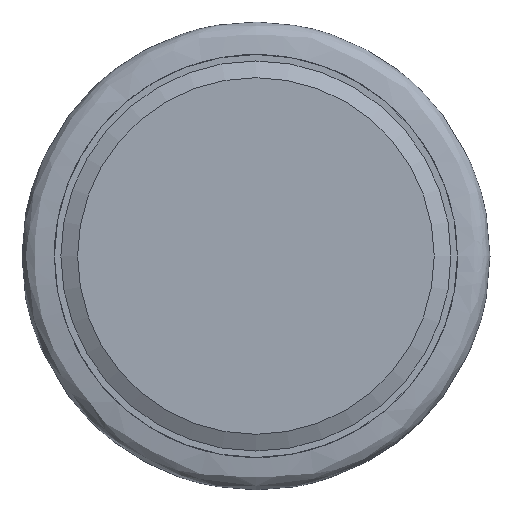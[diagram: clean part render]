
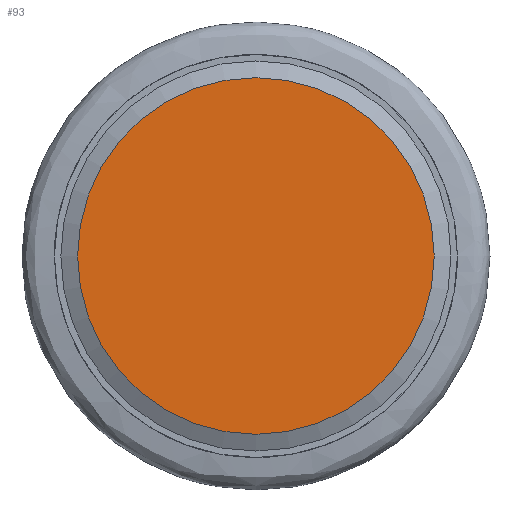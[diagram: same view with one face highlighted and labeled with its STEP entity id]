
A CAD part, front view. The second image highlights one B-rep face of the part: STEP entity #93.
In plain terms, the highlighted face is planar.
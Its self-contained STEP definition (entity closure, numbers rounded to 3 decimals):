
#26 = CARTESIAN_POINT ( 'NONE',  ( 0., -95., 0. ) ) ;
#50 = DIRECTION ( 'NONE',  ( 0., 0., -1. ) ) ;
#93 = ADVANCED_FACE ( 'NONE', ( #141 ), #121, .F. ) ;
#98 = CARTESIAN_POINT ( 'NONE',  ( 0., 0., 0. ) ) ;
#108 = AXIS2_PLACEMENT_3D ( 'NONE', #98, #219, #218 ) ;
#119 = EDGE_CURVE ( 'NONE', #199, #199, #317, .T. ) ;
#121 = PLANE ( 'NONE',  #108 ) ;
#141 = FACE_OUTER_BOUND ( 'NONE', #299, .T. ) ;
#199 = VERTEX_POINT ( 'NONE', #26 ) ;
#211 = AXIS2_PLACEMENT_3D ( 'NONE', #269, #50, #242 ) ;
#218 = DIRECTION ( 'NONE',  ( 0., -1., 0. ) ) ;
#219 = DIRECTION ( 'NONE',  ( 0., 0., -1. ) ) ;
#242 = DIRECTION ( 'NONE',  ( 0., -1., 0. ) ) ;
#269 = CARTESIAN_POINT ( 'NONE',  ( 0., 0., 0. ) ) ;
#299 = EDGE_LOOP ( 'NONE', ( #301 ) ) ;
#301 = ORIENTED_EDGE ( 'NONE', *, *, #119, .F. ) ;
#317 = CIRCLE ( 'NONE', #211, 95. ) ;
